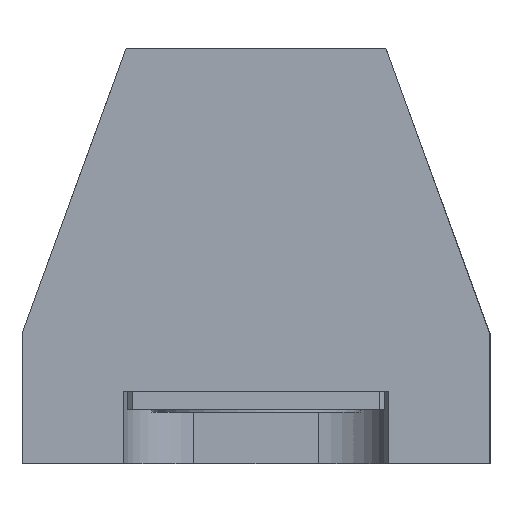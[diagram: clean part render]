
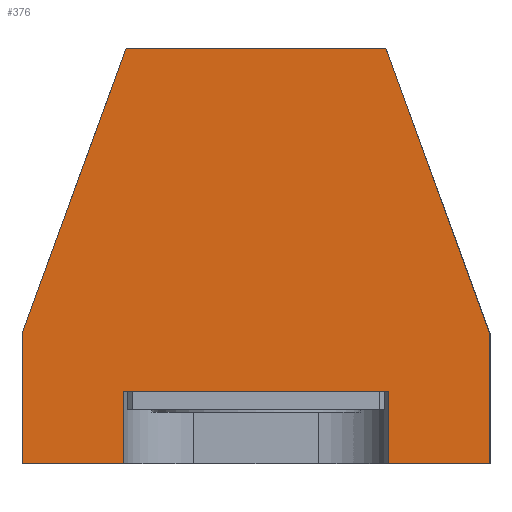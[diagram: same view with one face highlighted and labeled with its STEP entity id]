
A CAD part, left-side view. The second image highlights one B-rep face of the part: STEP entity #376.
In plain terms, the highlighted planar face has unit normal (-1, 0, 0).
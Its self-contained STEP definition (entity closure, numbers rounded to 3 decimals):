
#69=FACE_OUTER_BOUND('',#506,.T.);
#131=LINE('',#1828,#255);
#137=LINE('',#1848,#261);
#141=LINE('',#1860,#265);
#142=LINE('',#1862,#266);
#143=LINE('',#1864,#267);
#144=LINE('',#1866,#268);
#145=LINE('',#1868,#269);
#146=LINE('',#1870,#270);
#147=LINE('',#1872,#271);
#148=LINE('',#1874,#272);
#255=VECTOR('',#1462,1.);
#261=VECTOR('',#1478,1.);
#265=VECTOR('',#1488,1.);
#266=VECTOR('',#1489,1.);
#267=VECTOR('',#1490,1.);
#268=VECTOR('',#1491,1.);
#269=VECTOR('',#1492,1.);
#270=VECTOR('',#1493,1.);
#271=VECTOR('',#1494,1.);
#272=VECTOR('',#1495,1.);
#376=ADVANCED_FACE('',(#69),#441,.T.);
#441=PLANE('',#1318);
#506=EDGE_LOOP('',(#619,#620,#621,#622,#623,#624,#625,#626,#627,#628));
#619=ORIENTED_EDGE('',*,*,#1079,.T.);
#620=ORIENTED_EDGE('',*,*,#1073,.T.);
#621=ORIENTED_EDGE('',*,*,#1063,.F.);
#622=ORIENTED_EDGE('',*,*,#1080,.F.);
#623=ORIENTED_EDGE('',*,*,#1081,.F.);
#624=ORIENTED_EDGE('',*,*,#1082,.T.);
#625=ORIENTED_EDGE('',*,*,#1083,.F.);
#626=ORIENTED_EDGE('',*,*,#1084,.F.);
#627=ORIENTED_EDGE('',*,*,#1085,.T.);
#628=ORIENTED_EDGE('',*,*,#1086,.T.);
#942=VERTEX_POINT('',#1827);
#943=VERTEX_POINT('',#1829);
#952=VERTEX_POINT('',#1849);
#957=VERTEX_POINT('',#1861);
#958=VERTEX_POINT('',#1863);
#959=VERTEX_POINT('',#1865);
#960=VERTEX_POINT('',#1867);
#961=VERTEX_POINT('',#1869);
#962=VERTEX_POINT('',#1871);
#963=VERTEX_POINT('',#1873);
#1063=EDGE_CURVE('',#942,#943,#131,.T.);
#1073=EDGE_CURVE('',#952,#943,#137,.T.);
#1079=EDGE_CURVE('',#957,#952,#141,.T.);
#1080=EDGE_CURVE('',#958,#942,#142,.T.);
#1081=EDGE_CURVE('',#959,#958,#143,.T.);
#1082=EDGE_CURVE('',#959,#960,#144,.T.);
#1083=EDGE_CURVE('',#961,#960,#145,.T.);
#1084=EDGE_CURVE('',#962,#961,#146,.T.);
#1085=EDGE_CURVE('',#962,#963,#147,.T.);
#1086=EDGE_CURVE('',#963,#957,#148,.T.);
#1318=AXIS2_PLACEMENT_3D('',#1875,#1496,#1497);
#1462=DIRECTION('',(0.,-1.,0.));
#1478=DIRECTION('',(0.,0.342,0.94));
#1488=DIRECTION('',(0.,0.,1.));
#1489=DIRECTION('',(0.,-0.342,0.94));
#1490=DIRECTION('',(0.,0.,1.));
#1491=DIRECTION('',(0.,-1.,0.));
#1492=DIRECTION('',(0.,0.,-1.));
#1493=DIRECTION('',(0.,1.,0.));
#1494=DIRECTION('',(0.,0.,-1.));
#1495=DIRECTION('',(0.,-1.,0.));
#1496=DIRECTION('',(-1.,0.,0.));
#1497=DIRECTION('',(0.,0.,1.));
#1827=CARTESIAN_POINT('',(-32.,24.982,55.));
#1828=CARTESIAN_POINT('',(-32.,45.,55.));
#1829=CARTESIAN_POINT('',(-32.,-24.982,55.));
#1848=CARTESIAN_POINT('',(-32.,-45.,0.));
#1849=CARTESIAN_POINT('',(-32.,-45.,0.));
#1860=CARTESIAN_POINT('',(-32.,-45.,-25.));
#1861=CARTESIAN_POINT('',(-32.,-45.,-25.));
#1862=CARTESIAN_POINT('',(-32.,45.,0.));
#1863=CARTESIAN_POINT('',(-32.,45.,0.));
#1864=CARTESIAN_POINT('',(-32.,45.,-25.));
#1865=CARTESIAN_POINT('',(-32.,45.,-25.));
#1866=CARTESIAN_POINT('',(-32.,45.,-25.));
#1867=CARTESIAN_POINT('',(-32.,25.5,-25.));
#1868=CARTESIAN_POINT('',(-32.,25.5,-11.));
#1869=CARTESIAN_POINT('',(-32.,25.5,-11.));
#1870=CARTESIAN_POINT('',(-32.,-25.5,-11.));
#1871=CARTESIAN_POINT('',(-32.,-25.5,-11.));
#1872=CARTESIAN_POINT('',(-32.,-25.5,-11.));
#1873=CARTESIAN_POINT('',(-32.,-25.5,-25.));
#1874=CARTESIAN_POINT('',(-32.,45.,-25.));
#1875=CARTESIAN_POINT('',(-32.,45.,-25.));
